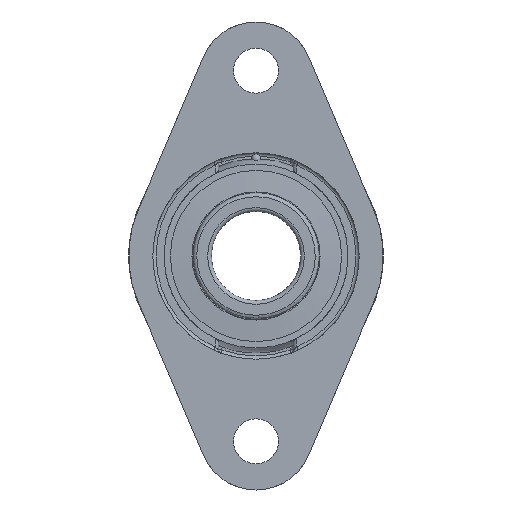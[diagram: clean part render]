
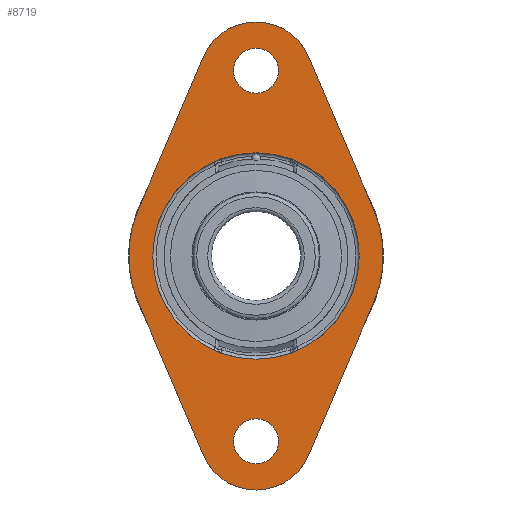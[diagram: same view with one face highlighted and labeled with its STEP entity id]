
A CAD part, left-side view. The second image highlights one B-rep face of the part: STEP entity #8719.
In plain terms, the highlighted face is planar.
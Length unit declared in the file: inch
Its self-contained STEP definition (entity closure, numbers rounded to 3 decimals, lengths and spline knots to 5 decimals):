
#6396=CARTESIAN_POINT('',(0.48284,-1.23992,0.));
#6397=VERTEX_POINT('',#6396);
#6404=CARTESIAN_POINT('',(2.09601,-0.5519,0.));
#6405=VERTEX_POINT('',#6404);
#6406=CARTESIAN_POINT('',(0.48284,-1.23992,0.));
#6407=DIRECTION('',(0.92,0.392,-0.));
#6408=VECTOR('',#6407,0.69046);
#6409=LINE('',#6406,#6408);
#6410=EDGE_CURVE('',#6397,#6405,#6409,.T.);
#6553=CARTESIAN_POINT('',(-0.48284,1.23992,-0.));
#6554=VERTEX_POINT('',#6553);
#6561=CARTESIAN_POINT('',(-2.09601,0.5519,-0.));
#6562=VERTEX_POINT('',#6561);
#6563=CARTESIAN_POINT('',(-0.48284,1.23992,-0.));
#6564=DIRECTION('',(-0.92,-0.392,0.));
#6565=VECTOR('',#6564,0.69046);
#6566=LINE('',#6563,#6565);
#6567=EDGE_CURVE('',#6554,#6562,#6566,.T.);
#6850=CARTESIAN_POINT('',(2.09601,0.5519,-0.));
#6851=VERTEX_POINT('',#6850);
#6852=CARTESIAN_POINT('',(1.86063,0.,-0.));
#6853=DIRECTION('',(-0.,0.,1.));
#6854=DIRECTION('',(1.,0.,0.));
#6855=AXIS2_PLACEMENT_3D('',#6852,#6853,#6854);
#6856=CIRCLE('',#6855,0.6);
#6857=EDGE_CURVE('',#6405,#6851,#6856,.T.);
#8459=CARTESIAN_POINT('',(-0.,-1.08549,0.));
#8460=VERTEX_POINT('',#8459);
#8481=CARTESIAN_POINT('',(0.,1.08549,0.));
#8482=VERTEX_POINT('',#8481);
#8483=CARTESIAN_POINT('',(0.,0.,0.));
#8484=DIRECTION('',(0.,0.,1.));
#8485=DIRECTION('',(0.,1.,-0.));
#8486=AXIS2_PLACEMENT_3D('',#8483,#8484,#8485);
#8487=CIRCLE('',#8486,1.08549);
#8488=EDGE_CURVE('',#8482,#8460,#8487,.T.);
#8490=CARTESIAN_POINT('',(0.,0.,0.));
#8491=DIRECTION('',(0.,0.,1.));
#8492=DIRECTION('',(0.,1.,-0.));
#8493=AXIS2_PLACEMENT_3D('',#8490,#8491,#8492);
#8494=CIRCLE('',#8493,1.08549);
#8495=EDGE_CURVE('',#8460,#8482,#8494,.T.);
#8588=CARTESIAN_POINT('',(1.7126,0.,-0.));
#8589=VERTEX_POINT('',#8588);
#8598=CARTESIAN_POINT('',(1.94882,0.,-0.));
#8599=DIRECTION('',(-0.,0.,1.));
#8600=DIRECTION('',(1.,0.,0.));
#8601=AXIS2_PLACEMENT_3D('',#8598,#8599,#8600);
#8602=CIRCLE('',#8601,0.23622);
#8603=EDGE_CURVE('',#8589,#8589,#8602,.T.);
#8630=CARTESIAN_POINT('',(-2.18504,0.,-0.));
#8631=VERTEX_POINT('',#8630);
#8638=CARTESIAN_POINT('',(-1.94882,0.,-0.));
#8639=DIRECTION('',(-0.,0.,1.));
#8640=DIRECTION('',(1.,0.,0.));
#8641=AXIS2_PLACEMENT_3D('',#8638,#8639,#8640);
#8642=CIRCLE('',#8641,0.23622);
#8643=EDGE_CURVE('',#8631,#8631,#8642,.T.);
#8651=CARTESIAN_POINT('',(0.,0.,-0.));
#8652=DIRECTION('',(0.,0.,1.));
#8653=DIRECTION('',(1.,0.,0.));
#8654=AXIS2_PLACEMENT_3D('',#8651,#8652,#8653);
#8655=PLANE('',#8654);
#8656=ORIENTED_EDGE('',*,*,#8488,.T.);
#8657=ORIENTED_EDGE('',*,*,#8495,.T.);
#8658=EDGE_LOOP('',(#8656,#8657));
#8659=FACE_BOUND('',#8658,.T.);
#8660=ORIENTED_EDGE('',*,*,#6567,.F.);
#8661=CARTESIAN_POINT('',(0.48284,1.23992,-0.));
#8662=VERTEX_POINT('',#8661);
#8663=CARTESIAN_POINT('',(0.,0.10781,-0.));
#8664=DIRECTION('',(-0.,0.,1.));
#8665=DIRECTION('',(1.,0.,0.));
#8666=AXIS2_PLACEMENT_3D('',#8663,#8664,#8665);
#8667=CIRCLE('',#8666,1.23077);
#8668=EDGE_CURVE('',#8662,#6554,#8667,.T.);
#8669=ORIENTED_EDGE('',*,*,#8668,.F.);
#8670=CARTESIAN_POINT('',(2.09601,0.5519,-0.));
#8671=DIRECTION('',(-0.92,0.392,-0.));
#8672=VECTOR('',#8671,0.69046);
#8673=LINE('',#8670,#8672);
#8674=EDGE_CURVE('',#6851,#8662,#8673,.T.);
#8675=ORIENTED_EDGE('',*,*,#8674,.F.);
#8676=ORIENTED_EDGE('',*,*,#6857,.F.);
#8677=ORIENTED_EDGE('',*,*,#6410,.F.);
#8678=CARTESIAN_POINT('',(-0.48284,-1.23992,0.));
#8679=VERTEX_POINT('',#8678);
#8680=CARTESIAN_POINT('',(0.,-0.10781,0.));
#8681=DIRECTION('',(-0.,0.,1.));
#8682=DIRECTION('',(1.,0.,0.));
#8683=AXIS2_PLACEMENT_3D('',#8680,#8681,#8682);
#8684=CIRCLE('',#8683,1.23077);
#8685=EDGE_CURVE('',#8679,#6397,#8684,.T.);
#8686=ORIENTED_EDGE('',*,*,#8685,.F.);
#8687=CARTESIAN_POINT('',(-2.09601,-0.5519,0.));
#8688=VERTEX_POINT('',#8687);
#8689=CARTESIAN_POINT('',(-2.09601,-0.5519,0.));
#8690=DIRECTION('',(0.92,-0.392,0.));
#8691=VECTOR('',#8690,0.69046);
#8692=LINE('',#8689,#8691);
#8693=EDGE_CURVE('',#8688,#8679,#8692,.T.);
#8694=ORIENTED_EDGE('',*,*,#8693,.F.);
#8695=CARTESIAN_POINT('',(-2.46063,0.,-0.));
#8696=VERTEX_POINT('',#8695);
#8697=CARTESIAN_POINT('',(-1.86063,0.,-0.));
#8698=DIRECTION('',(-0.,0.,1.));
#8699=DIRECTION('',(1.,0.,0.));
#8700=AXIS2_PLACEMENT_3D('',#8697,#8698,#8699);
#8701=CIRCLE('',#8700,0.6);
#8702=EDGE_CURVE('',#8696,#8688,#8701,.T.);
#8703=ORIENTED_EDGE('',*,*,#8702,.F.);
#8704=CARTESIAN_POINT('',(-1.86063,0.,-0.));
#8705=DIRECTION('',(-0.,0.,1.));
#8706=DIRECTION('',(1.,0.,0.));
#8707=AXIS2_PLACEMENT_3D('',#8704,#8705,#8706);
#8708=CIRCLE('',#8707,0.6);
#8709=EDGE_CURVE('',#6562,#8696,#8708,.T.);
#8710=ORIENTED_EDGE('',*,*,#8709,.F.);
#8711=EDGE_LOOP('',(#8660,#8669,#8675,#8676,#8677,#8686,#8694,#8703,#8710));
#8712=FACE_BOUND('',#8711,.T.);
#8713=ORIENTED_EDGE('',*,*,#8643,.T.);
#8714=EDGE_LOOP('',(#8713));
#8715=FACE_BOUND('',#8714,.T.);
#8716=ORIENTED_EDGE('',*,*,#8603,.T.);
#8717=EDGE_LOOP('',(#8716));
#8718=FACE_BOUND('',#8717,.T.);
#8719=ADVANCED_FACE('',(#8659,#8712,#8715,#8718),#8655,.F.);
